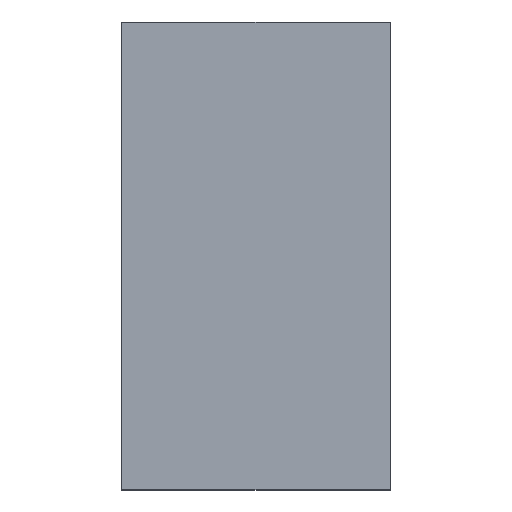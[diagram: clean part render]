
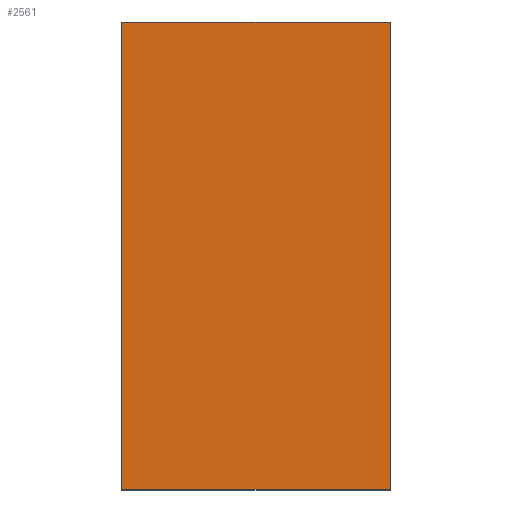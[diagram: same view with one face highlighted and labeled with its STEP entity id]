
A CAD part, top view. The second image highlights one B-rep face of the part: STEP entity #2561.
In plain terms, the highlighted planar face has unit normal (0, 0, 1).
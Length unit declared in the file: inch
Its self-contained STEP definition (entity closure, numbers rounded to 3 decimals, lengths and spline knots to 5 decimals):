
#767=DIRECTION('',(0.,-1.,0.));
#768=VECTOR('',#767,2.5);
#769=CARTESIAN_POINT('',(0.,0.,3.312));
#770=LINE('',#769,#768);
#771=DIRECTION('',(-1.,0.,0.));
#772=VECTOR('',#771,1.438);
#773=CARTESIAN_POINT('',(1.438,0.,3.312));
#774=LINE('',#773,#772);
#775=DIRECTION('',(0.,1.,0.));
#776=VECTOR('',#775,2.5);
#777=CARTESIAN_POINT('',(1.438,-2.5,3.312));
#778=LINE('',#777,#776);
#779=DIRECTION('',(1.,0.,0.));
#780=VECTOR('',#779,1.438);
#781=CARTESIAN_POINT('',(0.,-2.5,3.312));
#782=LINE('',#781,#780);
#1862=CARTESIAN_POINT('',(0.,0.,3.312));
#1863=CARTESIAN_POINT('',(0.,-2.5,3.312));
#1864=VERTEX_POINT('',#1862);
#1865=VERTEX_POINT('',#1863);
#1866=CARTESIAN_POINT('',(1.438,-2.5,3.312));
#1867=VERTEX_POINT('',#1866);
#1868=CARTESIAN_POINT('',(1.438,0.,3.312));
#1869=VERTEX_POINT('',#1868);
#2550=CARTESIAN_POINT('',(0.,0.,3.312));
#2551=DIRECTION('',(0.,0.,1.));
#2552=DIRECTION('',(1.,0.,0.));
#2553=AXIS2_PLACEMENT_3D('',#2550,#2551,#2552);
#2554=PLANE('',#2553);
#2555=ORIENTED_EDGE('',*,*,#2394,.F.);
#2556=ORIENTED_EDGE('',*,*,#2463,.F.);
#2557=ORIENTED_EDGE('',*,*,#2477,.F.);
#2558=ORIENTED_EDGE('',*,*,#2544,.F.);
#2559=EDGE_LOOP('',(#2555,#2556,#2557,#2558));
#2560=FACE_OUTER_BOUND('',#2559,.F.);
#2561=ADVANCED_FACE('',(#2560),#2554,.T.);
#2394=EDGE_CURVE('',#1864,#1865,#770,.T.);
#2463=EDGE_CURVE('',#1869,#1864,#774,.T.);
#2477=EDGE_CURVE('',#1867,#1869,#778,.T.);
#2544=EDGE_CURVE('',#1865,#1867,#782,.T.);
